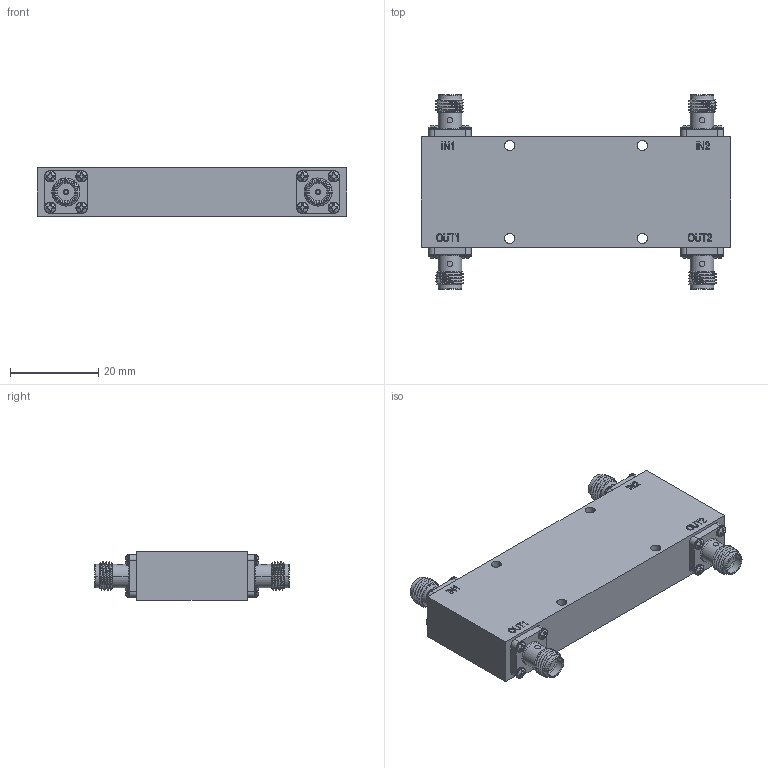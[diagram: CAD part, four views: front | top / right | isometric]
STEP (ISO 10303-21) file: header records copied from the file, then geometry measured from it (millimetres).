
FILE_DESCRIPTION (( 'STEP AP214' ), '1' );
FILE_NAME ('PE2CP1144 ¦ FMCP1144.step', '2021-05-20T15:03:05', ( '' ), ( '' ), 'SwSTEP 2.0', 'SolidWorks 2020', '' );
FILE_SCHEMA (( 'AUTOMOTIVE_DESIGN' ));
Length unit declared in the file: inch
Products named in the file (1): PE2CP1144 ｦ FMCP1144
Bounding box: 70 x 44.05 x 11 mm (x, y, z)
Volume: 20268 mm3; surface area: 7443 mm2
Topology: 1 solids, 17 shells, 904 faces, 2356 edges, 1540 vertices
Faces by surface type: plane 466, cylinder 176, cone 128, bspline 126, torus 8
Entity records: 35996 total; most frequent: CARTESIAN_POINT 15207, ORIENTED_EDGE 4712, DIRECTION 3762, EDGE_CURVE 2356, VERTEX_POINT 1540, AXIS2_PLACEMENT_3D 1371, VECTOR 1020, LINE 1020
